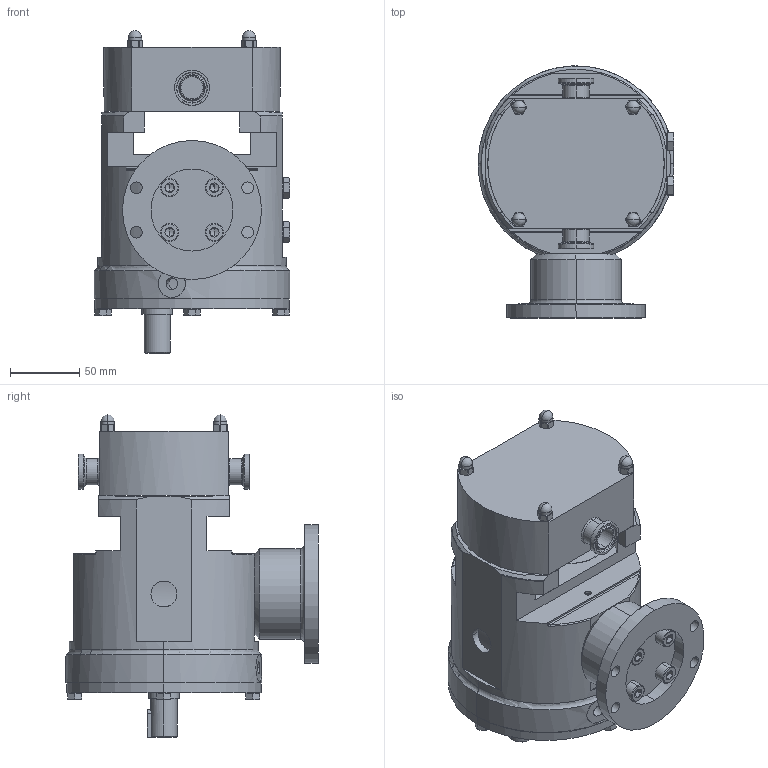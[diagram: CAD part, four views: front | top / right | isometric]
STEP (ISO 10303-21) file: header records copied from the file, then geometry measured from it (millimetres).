
FILE_DESCRIPTION((''),'2;1');
FILE_NAME('FL2S50_0_75_TRI_CLAMP_SW0001','2023-01-24T08:09:26',('DS'),(''),'CREO PARAMETRIC BY PTC INC, 2022281','CREO PARAMETRIC BY PTC INC, 2022281','');
FILE_SCHEMA(('CONFIG_CONTROL_DESIGN'));
Length unit declared in the file: millimetre
Products named in the file (1): FL2S50_0_75_TRI_CLAMP_SW0001
Bounding box: 141 x 181.5 x 232.12 mm (x, y, z)
Volume: 2305213 mm3; surface area: 180301.3 mm2
Topology: 3 solids, 4 shells, 596 faces, 1455 edges, 889 vertices
Faces by surface type: plane 221, cylinder 180, cone 117, torus 66, sphere 8, bspline 4
Entity records: 20082 total; most frequent: CARTESIAN_POINT 6062, DIRECTION 3037, ORIENTED_EDGE 2866, EDGE_CURVE 1433, AXIS2_PLACEMENT_3D 1243, VERTEX_POINT 889, EDGE_LOOP 664, CIRCLE 651
